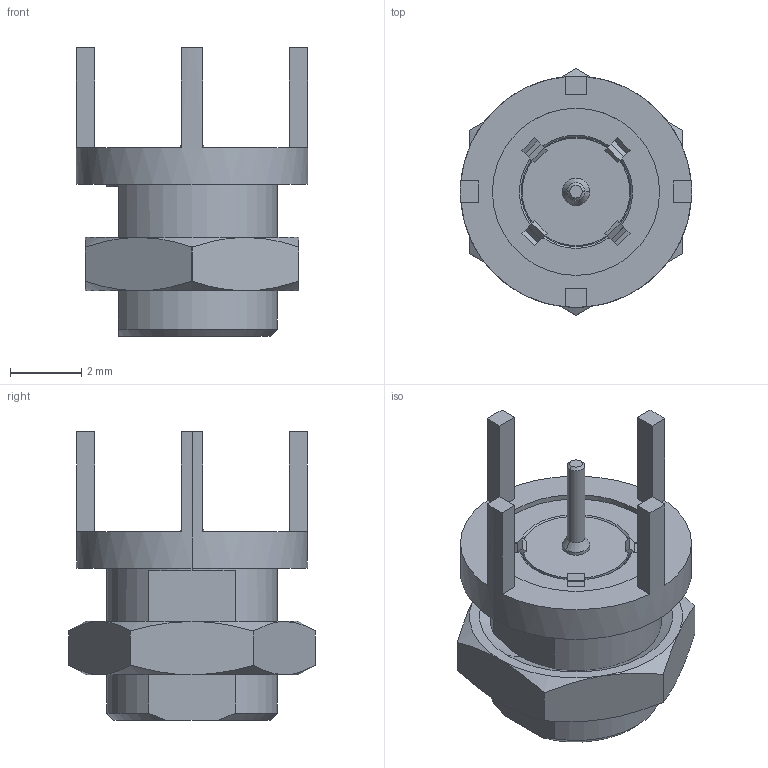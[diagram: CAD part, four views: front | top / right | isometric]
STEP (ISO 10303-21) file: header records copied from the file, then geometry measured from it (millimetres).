
FILE_DESCRIPTION (( 'STEP AP203' ), '1' );
FILE_NAME ('R113554020.STEP', '2020-12-21T15:02:56', ( '' ), ( '' ), 'SwSTEP 2.0', 'SolidWorks 2017', '' );
FILE_SCHEMA (( 'CONFIG_CONTROL_DESIGN' ));
Length unit declared in the file: millimetre
Products named in the file (1): R113554020
Bounding box: 6.5 x 6.93 x 8.12 mm (x, y, z)
Volume: 96.7 mm3; surface area: 307.3 mm2
Topology: 1 solids, 1 shells, 180 faces, 477 edges, 306 vertices
Faces by surface type: plane 92, cone 49, cylinder 37, torus 2
Entity records: 5794 total; most frequent: CARTESIAN_POINT 1230, ORIENTED_EDGE 954, DIRECTION 927, EDGE_CURVE 477, AXIS2_PLACEMENT_3D 335, VERTEX_POINT 306, LINE 257, VECTOR 257
